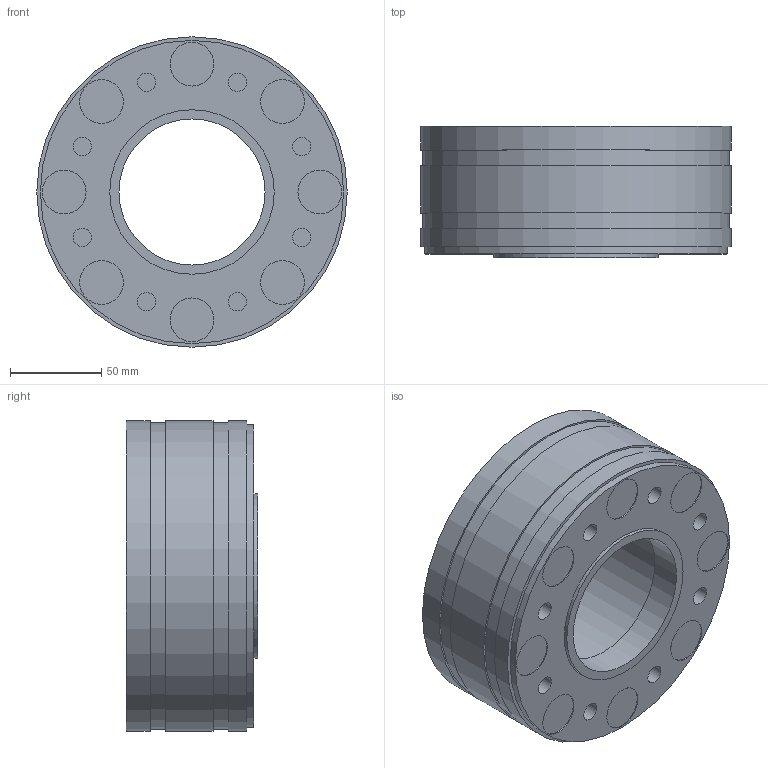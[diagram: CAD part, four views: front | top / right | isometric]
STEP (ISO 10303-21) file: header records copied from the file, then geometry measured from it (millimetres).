
FILE_DESCRIPTION(/* description */ ('Unknown'),/* implementation_level */ '2;1');
FILE_NAME(/* name */ 'HK25-28-TF215-3ZS-Dummy',/* time_stamp */ '2016-10-20T10:35:48+02:00',/* author */ ('Unknown'),/* organization */ ('Unknown'),/* preprocessor_version */ 'ST-DEVELOPER v16.7',/* originating_system */ 'DEX',/* authorisation */ $);
FILE_SCHEMA (('AUTOMOTIVE_DESIGN {1 0 10303 214 3 1 1}'));
Length unit declared in the file: millimetre
Products named in the file (1): HK25-28-TF215-3ZS-Dummy
Bounding box: 170 x 71.8 x 170 mm (x, y, z)
Volume: 1126139.1 mm3; surface area: 104306 mm2
Topology: 1 solids, 1 shells, 98 faces, 158 edges, 109 vertices
Faces by surface type: cylinder 49, plane 49
Full cylindrical faces by diameter (mm): 8.376 x16, 10.106 x8, 24 x16, 80 x1, 90 x2, 166 x1, 168 x2, 170 x3
Entity records: 2678 total; most frequent: DIRECTION 394, CARTESIAN_POINT 295, AXIS2_PLACEMENT_3D 197, ORIENTED_EDGE 196, EDGE_LOOP 196, FACE_BOUND 196, EDGE_CURVE 98, VERTEX_POINT 98
